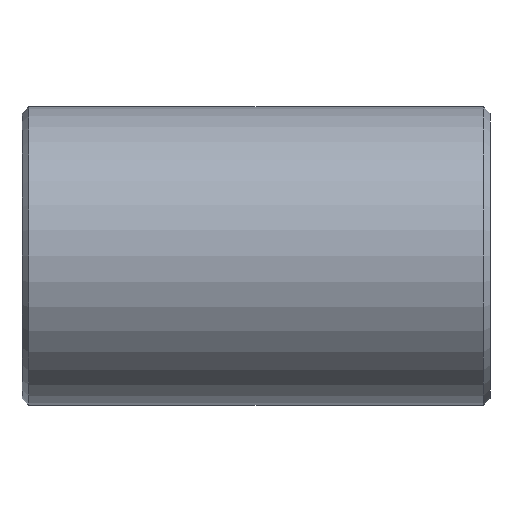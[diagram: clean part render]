
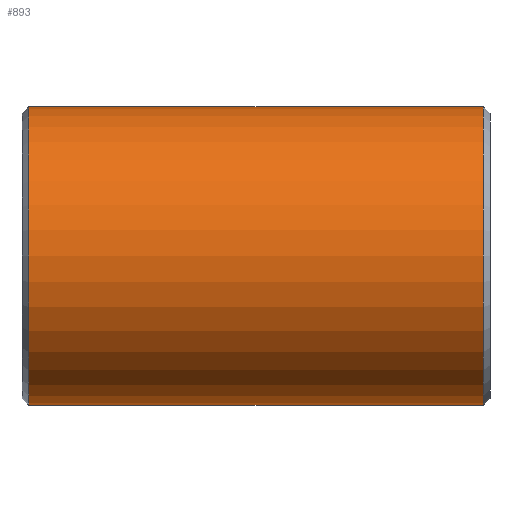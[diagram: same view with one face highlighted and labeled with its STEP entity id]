
A CAD part, front view. The second image highlights one B-rep face of the part: STEP entity #893.
In plain terms, the highlighted cylindrical face has radius 161.925 mm (diameter 323.85 mm), a partial arc.
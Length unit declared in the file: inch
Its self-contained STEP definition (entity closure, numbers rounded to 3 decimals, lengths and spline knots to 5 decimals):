
#3 = VECTOR ( 'NONE', #285, 39.37008 ) ;
#38 = CARTESIAN_POINT ( 'NONE',  ( -9.71867, 0., -6.375 ) ) ;
#46 = ORIENTED_EDGE ( 'NONE', *, *, #799, .T. ) ;
#68 = DIRECTION ( 'NONE',  ( 0., 0., 1. ) ) ;
#70 = CYLINDRICAL_SURFACE ( 'NONE', #443, 6.375 ) ;
#97 = VERTEX_POINT ( 'NONE', #345 ) ;
#178 = CARTESIAN_POINT ( 'NONE',  ( 9.71867, 0., 0. ) ) ;
#189 = ORIENTED_EDGE ( 'NONE', *, *, #687, .T. ) ;
#215 = CARTESIAN_POINT ( 'NONE',  ( -9.71867, 0., 0. ) ) ;
#282 = CARTESIAN_POINT ( 'NONE',  ( 10., 0., 0. ) ) ;
#285 = DIRECTION ( 'NONE',  ( -1., 0., 0. ) ) ;
#309 = VERTEX_POINT ( 'NONE', #38 ) ;
#333 = DIRECTION ( 'NONE',  ( 0., 0., -1. ) ) ;
#345 = CARTESIAN_POINT ( 'NONE',  ( -9.71867, 0., 6.375 ) ) ;
#368 = ORIENTED_EDGE ( 'NONE', *, *, #478, .F. ) ;
#387 = LINE ( 'NONE', #463, #552 ) ;
#431 = AXIS2_PLACEMENT_3D ( 'NONE', #178, #886, #333 ) ;
#440 = CARTESIAN_POINT ( 'NONE',  ( 9.71867, 0., 6.375 ) ) ;
#443 = AXIS2_PLACEMENT_3D ( 'NONE', #282, #711, #68 ) ;
#463 = CARTESIAN_POINT ( 'NONE',  ( 10., 0., -6.375 ) ) ;
#478 = EDGE_CURVE ( 'NONE', #489, #309, #387, .T. ) ;
#484 = CIRCLE ( 'NONE', #889, 6.375 ) ;
#489 = VERTEX_POINT ( 'NONE', #543 ) ;
#502 = DIRECTION ( 'NONE',  ( 1., 0., 0. ) ) ;
#543 = CARTESIAN_POINT ( 'NONE',  ( 9.71867, 0., -6.375 ) ) ;
#552 = VECTOR ( 'NONE', #608, 39.37008 ) ;
#569 = FACE_OUTER_BOUND ( 'NONE', #839, .T. ) ;
#582 = DIRECTION ( 'NONE',  ( 0., 0., 1. ) ) ;
#587 = ORIENTED_EDGE ( 'NONE', *, *, #616, .T. ) ;
#608 = DIRECTION ( 'NONE',  ( -1., 0., 0. ) ) ;
#616 = EDGE_CURVE ( 'NONE', #97, #309, #484, .T. ) ;
#620 = VERTEX_POINT ( 'NONE', #440 ) ;
#687 = EDGE_CURVE ( 'NONE', #489, #620, #721, .T. ) ;
#711 = DIRECTION ( 'NONE',  ( -1., 0., 0. ) ) ;
#721 = CIRCLE ( 'NONE', #431, 6.375 ) ;
#799 = EDGE_CURVE ( 'NONE', #620, #97, #921, .T. ) ;
#839 = EDGE_LOOP ( 'NONE', ( #368, #189, #46, #587 ) ) ;
#886 = DIRECTION ( 'NONE',  ( -1., 0., 0. ) ) ;
#889 = AXIS2_PLACEMENT_3D ( 'NONE', #215, #502, #582 ) ;
#893 = ADVANCED_FACE ( 'NONE', ( #569 ), #70, .T. ) ;
#915 = CARTESIAN_POINT ( 'NONE',  ( 10., 0., 6.375 ) ) ;
#921 = LINE ( 'NONE', #915, #3 ) ;
